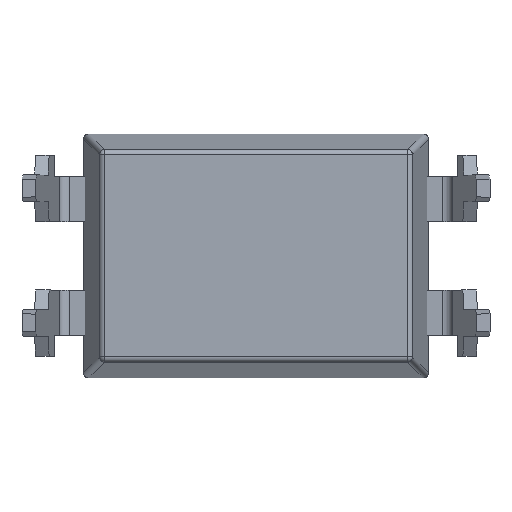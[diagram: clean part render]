
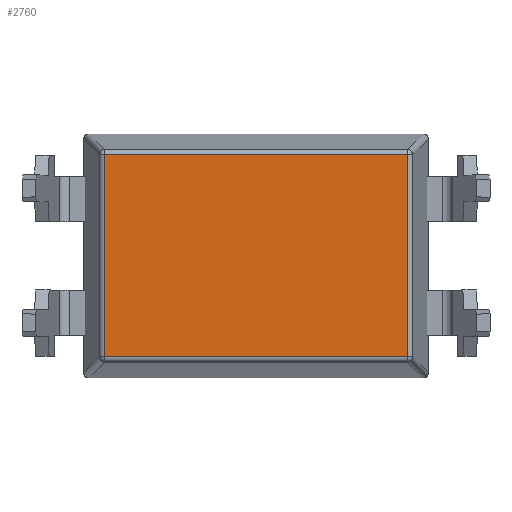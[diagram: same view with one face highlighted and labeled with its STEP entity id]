
A CAD part, top view. The second image highlights one B-rep face of the part: STEP entity #2760.
In plain terms, the highlighted planar face has unit normal (0, 0, 1).
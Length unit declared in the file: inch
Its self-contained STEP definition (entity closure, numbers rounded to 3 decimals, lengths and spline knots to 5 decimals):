
#2226=DIRECTION('',(0.,-1.,0.));
#2227=VECTOR('',#2226,3.81504);
#2228=CARTESIAN_POINT('',(2.85752,1.90752,1.75));
#2229=LINE('',#2228,#2227);
#2230=DIRECTION('',(1.,0.,0.));
#2231=VECTOR('',#2230,5.71504);
#2232=CARTESIAN_POINT('',(-2.85752,-1.90752,1.75));
#2233=LINE('',#2232,#2231);
#2234=DIRECTION('',(0.,-1.,0.));
#2235=VECTOR('',#2234,3.81504);
#2236=CARTESIAN_POINT('',(-2.85752,1.90752,1.75));
#2237=LINE('',#2236,#2235);
#2238=DIRECTION('',(-1.,0.,0.));
#2239=VECTOR('',#2238,5.71504);
#2240=CARTESIAN_POINT('',(2.85752,1.90752,1.75));
#2241=LINE('',#2240,#2239);
#2409=CARTESIAN_POINT('',(2.85752,1.90752,1.75));
#2410=CARTESIAN_POINT('',(2.85752,-1.90752,1.75));
#2411=VERTEX_POINT('',#2409);
#2412=VERTEX_POINT('',#2410);
#2421=CARTESIAN_POINT('',(-2.85752,1.90752,1.75));
#2422=CARTESIAN_POINT('',(-2.85752,-1.90752,1.75));
#2423=VERTEX_POINT('',#2421);
#2424=VERTEX_POINT('',#2422);
#2747=CARTESIAN_POINT('',(-2.94143,-2.3,1.75));
#2748=DIRECTION('',(0.,0.,1.));
#2749=DIRECTION('',(1.,0.,0.));
#2750=AXIS2_PLACEMENT_3D('',#2747,#2748,#2749);
#2751=PLANE('',#2750);
#2752=ORIENTED_EDGE('',*,*,#2737,.T.);
#2754=ORIENTED_EDGE('',*,*,#2753,.F.);
#2755=ORIENTED_EDGE('',*,*,#2655,.F.);
#2757=ORIENTED_EDGE('',*,*,#2756,.F.);
#2758=EDGE_LOOP('',(#2752,#2754,#2755,#2757));
#2759=FACE_OUTER_BOUND('',#2758,.F.);
#2760=ADVANCED_FACE('',(#2759),#2751,.T.);
#2655=EDGE_CURVE('',#2423,#2424,#2237,.T.);
#2737=EDGE_CURVE('',#2411,#2412,#2229,.T.);
#2753=EDGE_CURVE('',#2424,#2412,#2233,.T.);
#2756=EDGE_CURVE('',#2411,#2423,#2241,.T.);
